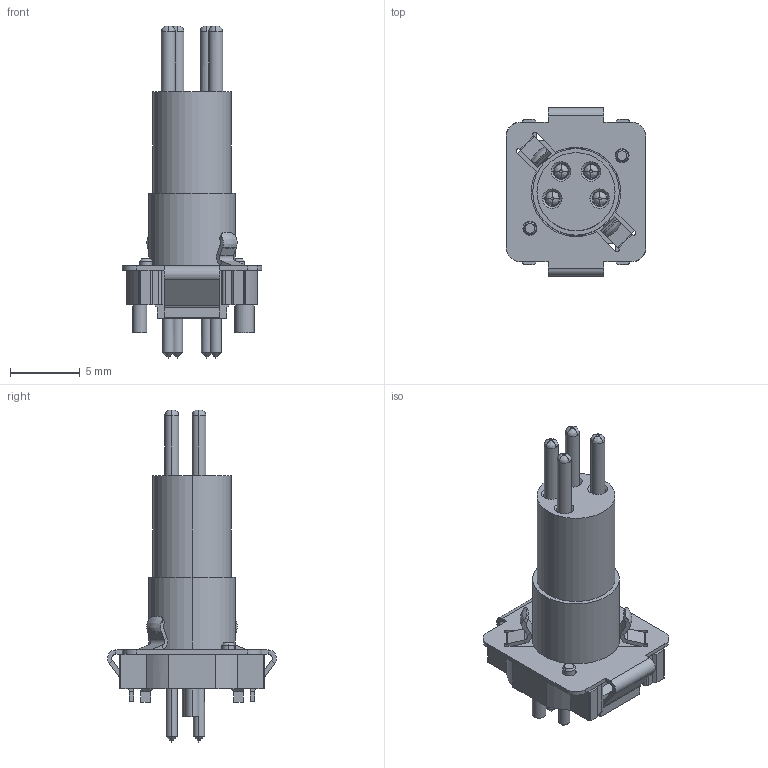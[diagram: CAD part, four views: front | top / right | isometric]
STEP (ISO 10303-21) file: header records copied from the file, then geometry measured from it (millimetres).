
FILE_DESCRIPTION(('CATIA V5R24 STEP','CAx-IF Rec.Pracs.--- Model Styling and Organization---1.2---2011-12-15'),'2;1');
FILE_NAME ('D1461931_0', '2017-05-02T13:09:48+00:00', ('Weidmueller Interface'), ('Weidmueller'), 'CATIA Version 5-6 Release 2014 SP4 HF52', 'CATIA V5 STEP AP214', 'none');
FILE_SCHEMA(('AUTOMOTIVE_DESIGN { 1 0 10303 214 1 1 1 1 }'));
Length unit declared in the file: millimetre
Products named in the file (1): 2423970000
Bounding box: 10 x 12.1 x 23.8 mm (x, y, z)
Volume: 584.9 mm3; surface area: 911 mm2
Topology: 2 solids, 2 shells, 337 faces, 840 edges, 520 vertices
Faces by surface type: plane 157, cylinder 130, bspline 30, cone 20
Entity records: 10744 total; most frequent: CARTESIAN_POINT 3291, ORIENTED_EDGE 1656, DIRECTION 1271, EDGE_CURVE 828, VERTEX_POINT 520, AXIS2_PLACEMENT_3D 503, VECTOR 466, LINE 466
